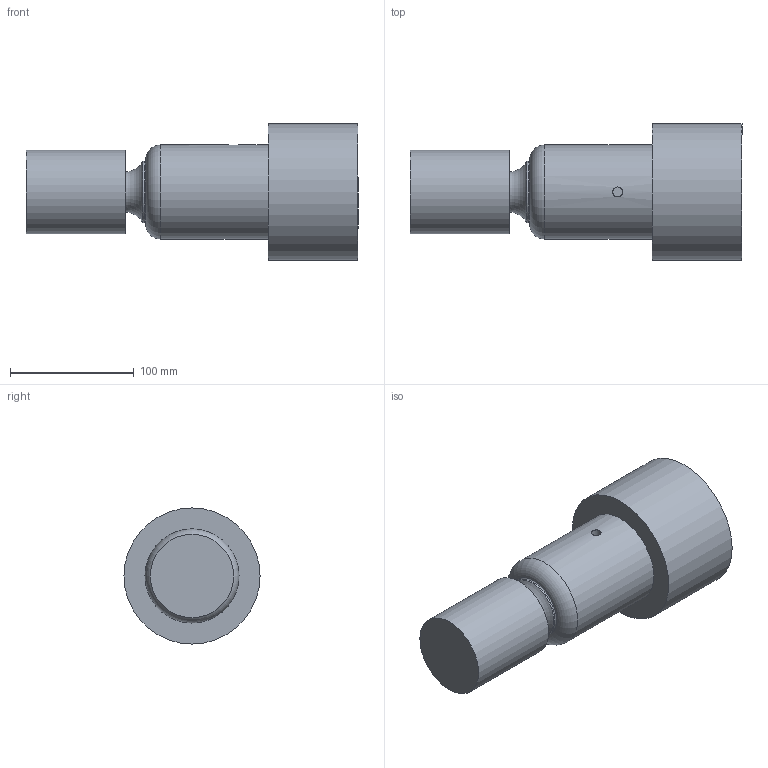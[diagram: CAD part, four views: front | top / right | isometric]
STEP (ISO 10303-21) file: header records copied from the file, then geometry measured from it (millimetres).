
FILE_DESCRIPTION(('STEP AP214'),'1');
FILE_NAME('Keilwelle_Ansys.STP','2016-09-16T06:47:35',(' '),(' '),'Spatial InterOp 3D',' ',' ');
FILE_SCHEMA(('automotive_design'));
Length unit declared in the file: millimetre
Products named in the file (4): Keilwelle_Ansys
Assembly tree (3 placements, depth 2):
  Keilwelle_Ansys
    (unnamed)
    (unnamed)
    (unnamed)
Bounding box: 268.22 x 110 x 110 mm (x, y, z)
Volume: 1425571.8 mm3; surface area: 141731.3 mm2
Topology: 3 solids, 3 shells, 215 faces, 552 edges, 347 vertices
Faces by surface type: plane 103, cylinder 52, cone 43, torus 17
Full cylindrical faces by diameter (mm): 8 x1, 32.5 x1, 50 x1, 55 x2, 67.175 x1, 76 x1, 110 x1
Entity records: 10290 total; most frequent: CARTESIAN_POINT 5149, ORIENTED_EDGE 1076, DIRECTION 1031, EDGE_CURVE 538, AXIS2_PLACEMENT_3D 392, VERTEX_POINT 344, LINE 247, VECTOR 247
